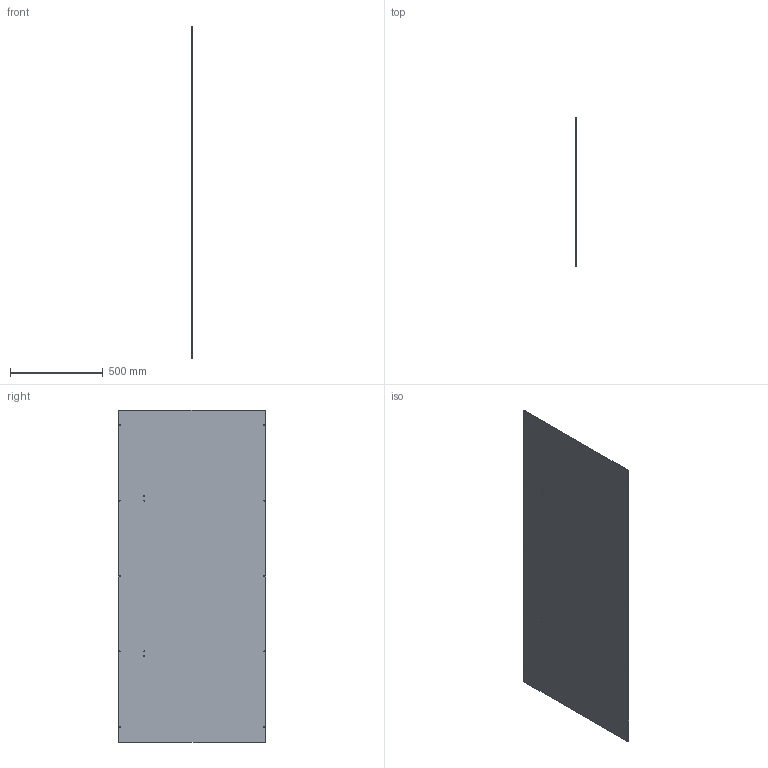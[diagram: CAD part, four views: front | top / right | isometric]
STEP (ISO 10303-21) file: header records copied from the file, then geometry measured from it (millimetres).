
FILE_DESCRIPTION (( 'STEP AP214' ), '1' );
FILE_NAME ('am-2807-23a End Station Tread Plate.STEP', '2018-11-19T19:32:00', ( '' ), ( '' ), 'SwSTEP 2.0', 'SolidWorks 2018', '' );
FILE_SCHEMA (( 'AUTOMOTIVE_DESIGN' ));
Length unit declared in the file: inch
Products named in the file (1): am-2807-23a End Station Tread Plate
Bounding box: 4.76 x 795.34 x 1788.8 mm (x, y, z)
Volume: 6774327.6 mm3; surface area: 2870460.8 mm2
Topology: 1 solids, 1 shells, 24 faces, 66 edges, 44 vertices
Faces by surface type: cylinder 18, plane 6
Full cylindrical faces by diameter (mm): 4.826 x14
Entity records: 812 total; most frequent: DIRECTION 138, CARTESIAN_POINT 121, ORIENTED_EDGE 104, EDGE_LOOP 66, AXIS2_PLACEMENT_3D 61, EDGE_CURVE 52, VERTEX_POINT 44, FACE_OUTER_BOUND 38
